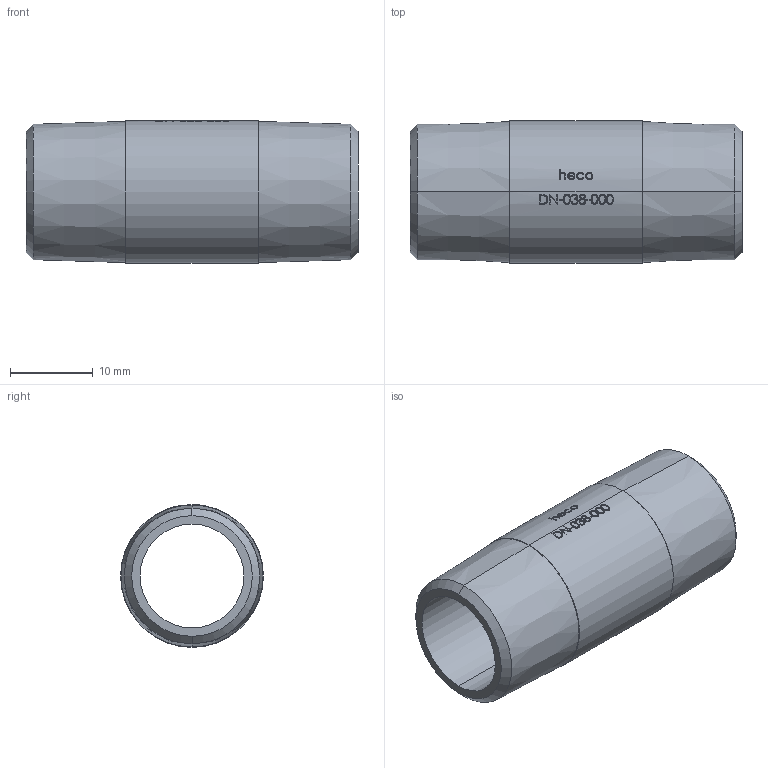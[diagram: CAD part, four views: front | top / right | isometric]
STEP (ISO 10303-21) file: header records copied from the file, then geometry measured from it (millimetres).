
FILE_DESCRIPTION (( 'STEP AP214' ), '1' );
FILE_NAME ('DN-038-000-x Doppelnippel heco.STEP', '2018-05-22T06:58:01', ( '' ), ( '' ), 'SwSTEP 2.0', 'SolidWorks 2016', '' );
FILE_SCHEMA (( 'AUTOMOTIVE_DESIGN' ));
Length unit declared in the file: millimetre
Products named in the file (1): DN-038-000-x Doppelnippel heco
Bounding box: 40 x 17.2 x 17.2 mm (x, y, z)
Volume: 3988.2 mm3; surface area: 3820.6 mm2
Topology: 1 solids, 1 shells, 188 faces, 479 edges, 318 vertices
Faces by surface type: bspline 114, plane 39, cylinder 27, cone 8
Entity records: 17056 total; most frequent: CARTESIAN_POINT 11656, ORIENTED_EDGE 958, EDGE_CURVE 479, B_SPLINE_CURVE_WITH_KNOTS 353, DIRECTION 328, VERTEX_POINT 318, EDGE_LOOP 215, ADVANCED_FACE 188
